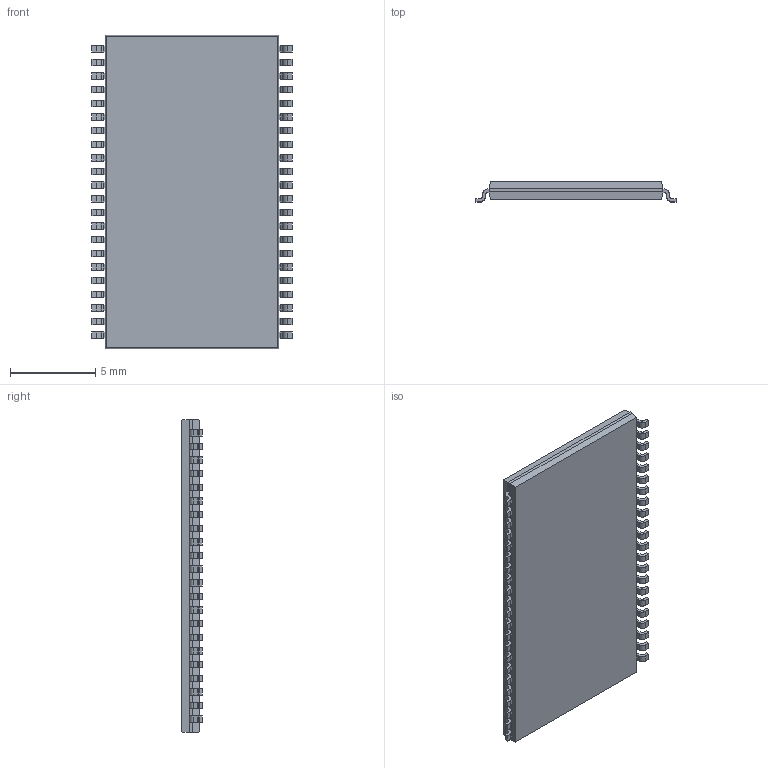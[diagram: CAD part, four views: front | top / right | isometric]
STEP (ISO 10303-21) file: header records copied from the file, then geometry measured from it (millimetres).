
FILE_DESCRIPTION (( 'STEP AP214' ), '1' );
FILE_NAME ('IS62WV51216EBLL-45TLI-TR.STEP', '2021-09-27T11:58:29', ( '' ), ( '' ), 'SwSTEP 2.0', 'SolidWorks 2017', '' );
FILE_SCHEMA (( 'AUTOMOTIVE_DESIGN' ));
Length unit declared in the file: millimetre
Products named in the file (1): IS62WV51216EBLL-45TLI-TR
Bounding box: 11.76 x 1.2 x 18.41 mm (x, y, z)
Volume: 198.5 mm3; surface area: 492.4 mm2
Topology: 46 solids, 46 shells, 637 faces, 1624 edges, 1080 vertices
Faces by surface type: plane 457, cylinder 180
Entity records: 19613 total; most frequent: CARTESIAN_POINT 3342, DIRECTION 3260, ORIENTED_EDGE 3248, EDGE_CURVE 1624, LINE 1264, VECTOR 1264, VERTEX_POINT 1080, AXIS2_PLACEMENT_3D 998
